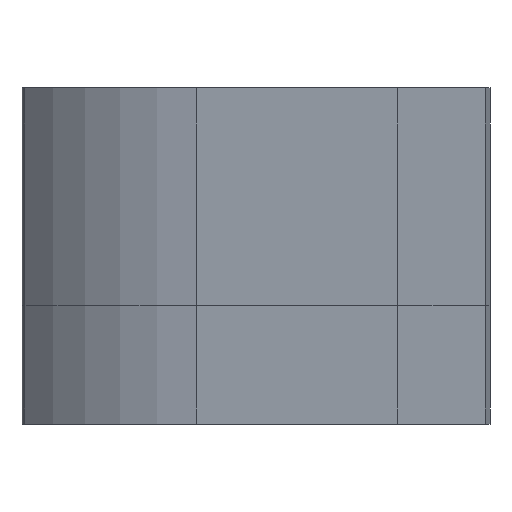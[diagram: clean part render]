
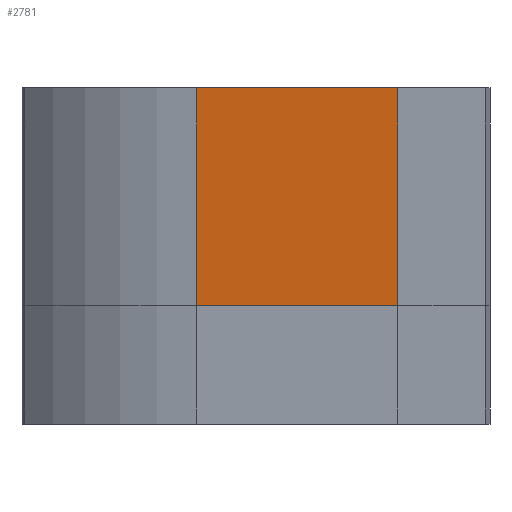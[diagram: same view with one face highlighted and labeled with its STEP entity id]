
A CAD part, left-side view. The second image highlights one B-rep face of the part: STEP entity #2781.
In plain terms, the highlighted planar face has unit normal (-0.985, 0.173, 0).
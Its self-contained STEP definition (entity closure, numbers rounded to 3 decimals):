
#353 = PLANE('',#354);
#354 = AXIS2_PLACEMENT_3D('',#355,#356,#357);
#355 = CARTESIAN_POINT('',(-15.341,-7.774,16.5));
#356 = DIRECTION('',(0.,0.,-1.));
#357 = DIRECTION('',(0.,1.,0.));
#941 = PLANE('',#942);
#942 = AXIS2_PLACEMENT_3D('',#943,#944,#945);
#943 = CARTESIAN_POINT('',(-34.552,-11.5,0.));
#944 = DIRECTION('',(0.985,-0.173,0.)
  );
#945 = DIRECTION('',(0.173,0.985,0.)
  );
#986 = VERTEX_POINT('',#987);
#987 = CARTESIAN_POINT('',(-31.873,3.754,
    0.));
#1023 = CYLINDRICAL_SURFACE('',#1024,21.7);
#1024 = AXIS2_PLACEMENT_3D('',#1025,#1026,#1027);
#1025 = CARTESIAN_POINT('',(-10.5,0.,0.));
#1026 = DIRECTION('',(0.,0.,-1.));
#1027 = DIRECTION('',(1.,0.,0.));
#1327 = VERTEX_POINT('',#1328);
#1328 = CARTESIAN_POINT('',(-34.552,-11.5,16.5));
#1342 = PLANE('',#1343);
#1343 = AXIS2_PLACEMENT_3D('',#1344,#1345,#1346);
#1344 = CARTESIAN_POINT('',(-34.552,-11.5,0.));
#1345 = DIRECTION('',(0.985,-0.173,0.)
  );
#1346 = DIRECTION('',(-0.173,-0.985,0.
    ));
#1354 = EDGE_CURVE('',#1355,#1327,#1357,.T.);
#1355 = VERTEX_POINT('',#1356);
#1356 = CARTESIAN_POINT('',(-31.873,3.754,16.5));
#1357 = SURFACE_CURVE('',#1358,(#1362,#1369),.PCURVE_S1.);
#1358 = LINE('',#1359,#1360);
#1359 = CARTESIAN_POINT('',(-31.873,3.754,16.5));
#1360 = VECTOR('',#1361,1.);
#1361 = DIRECTION('',(-0.173,-0.985,0.
    ));
#1362 = PCURVE('',#353,#1363);
#1363 = DEFINITIONAL_REPRESENTATION('',(#1364),#1368);
#1364 = LINE('',#1365,#1366);
#1365 = CARTESIAN_POINT('',(11.529,-16.532));
#1366 = VECTOR('',#1367,1.);
#1367 = DIRECTION('',(-0.985,-0.173));
#1368 = ( GEOMETRIC_REPRESENTATION_CONTEXT(2) 
PARAMETRIC_REPRESENTATION_CONTEXT() REPRESENTATION_CONTEXT('2D SPACE',''
  ) );
#1369 = PCURVE('',#1370,#1375);
#1370 = PLANE('',#1371);
#1371 = AXIS2_PLACEMENT_3D('',#1372,#1373,#1374);
#1372 = CARTESIAN_POINT('',(-31.873,3.754,
    0.));
#1373 = DIRECTION('',(0.985,-0.173,0.)
  );
#1374 = DIRECTION('',(-0.173,-0.985,0.
    ));
#1375 = DEFINITIONAL_REPRESENTATION('',(#1376),#1380);
#1376 = LINE('',#1377,#1378);
#1377 = CARTESIAN_POINT('',(0.,-16.5));
#1378 = VECTOR('',#1379,1.);
#1379 = DIRECTION('',(1.,0.));
#1380 = ( GEOMETRIC_REPRESENTATION_CONTEXT(2) 
PARAMETRIC_REPRESENTATION_CONTEXT() REPRESENTATION_CONTEXT('2D SPACE',''
  ) );
#2548 = VERTEX_POINT('',#2549);
#2549 = CARTESIAN_POINT('',(-34.552,-11.5,0.));
#2597 = EDGE_CURVE('',#2548,#986,#2598,.T.);
#2598 = SURFACE_CURVE('',#2599,(#2603,#2610),.PCURVE_S1.);
#2599 = LINE('',#2600,#2601);
#2600 = CARTESIAN_POINT('',(-34.552,-11.5,0.));
#2601 = VECTOR('',#2602,1.);
#2602 = DIRECTION('',(0.173,0.985,0.)
  );
#2603 = PCURVE('',#941,#2604);
#2604 = DEFINITIONAL_REPRESENTATION('',(#2605),#2609);
#2605 = LINE('',#2606,#2607);
#2606 = CARTESIAN_POINT('',(0.,0.));
#2607 = VECTOR('',#2608,1.);
#2608 = DIRECTION('',(1.,0.));
#2609 = ( GEOMETRIC_REPRESENTATION_CONTEXT(2) 
PARAMETRIC_REPRESENTATION_CONTEXT() REPRESENTATION_CONTEXT('2D SPACE',''
  ) );
#2610 = PCURVE('',#1370,#2611);
#2611 = DEFINITIONAL_REPRESENTATION('',(#2612),#2616);
#2612 = LINE('',#2613,#2614);
#2613 = CARTESIAN_POINT('',(15.488,0.));
#2614 = VECTOR('',#2615,1.);
#2615 = DIRECTION('',(-1.,0.));
#2616 = ( GEOMETRIC_REPRESENTATION_CONTEXT(2) 
PARAMETRIC_REPRESENTATION_CONTEXT() REPRESENTATION_CONTEXT('2D SPACE',''
  ) );
#2623 = EDGE_CURVE('',#986,#1355,#2624,.T.);
#2624 = SURFACE_CURVE('',#2625,(#2629,#2636),.PCURVE_S1.);
#2625 = LINE('',#2626,#2627);
#2626 = CARTESIAN_POINT('',(-31.873,3.754,
    0.));
#2627 = VECTOR('',#2628,1.);
#2628 = DIRECTION('',(0.,0.,1.));
#2629 = PCURVE('',#1023,#2630);
#2630 = DEFINITIONAL_REPRESENTATION('',(#2631),#2635);
#2631 = LINE('',#2632,#2633);
#2632 = CARTESIAN_POINT('',(-2.968,0.));
#2633 = VECTOR('',#2634,1.);
#2634 = DIRECTION('',(-0.,-1.));
#2635 = ( GEOMETRIC_REPRESENTATION_CONTEXT(2) 
PARAMETRIC_REPRESENTATION_CONTEXT() REPRESENTATION_CONTEXT('2D SPACE',''
  ) );
#2636 = PCURVE('',#1370,#2637);
#2637 = DEFINITIONAL_REPRESENTATION('',(#2638),#2642);
#2638 = LINE('',#2639,#2640);
#2639 = CARTESIAN_POINT('',(0.,0.));
#2640 = VECTOR('',#2641,1.);
#2641 = DIRECTION('',(0.,-1.));
#2642 = ( GEOMETRIC_REPRESENTATION_CONTEXT(2) 
PARAMETRIC_REPRESENTATION_CONTEXT() REPRESENTATION_CONTEXT('2D SPACE',''
  ) );
#2758 = EDGE_CURVE('',#2548,#1327,#2759,.T.);
#2759 = SURFACE_CURVE('',#2760,(#2764,#2771),.PCURVE_S1.);
#2760 = LINE('',#2761,#2762);
#2761 = CARTESIAN_POINT('',(-34.552,-11.5,0.));
#2762 = VECTOR('',#2763,1.);
#2763 = DIRECTION('',(0.,0.,1.));
#2764 = PCURVE('',#1342,#2765);
#2765 = DEFINITIONAL_REPRESENTATION('',(#2766),#2770);
#2766 = LINE('',#2767,#2768);
#2767 = CARTESIAN_POINT('',(0.,0.));
#2768 = VECTOR('',#2769,1.);
#2769 = DIRECTION('',(0.,-1.));
#2770 = ( GEOMETRIC_REPRESENTATION_CONTEXT(2) 
PARAMETRIC_REPRESENTATION_CONTEXT() REPRESENTATION_CONTEXT('2D SPACE',''
  ) );
#2771 = PCURVE('',#1370,#2772);
#2772 = DEFINITIONAL_REPRESENTATION('',(#2773),#2777);
#2773 = LINE('',#2774,#2775);
#2774 = CARTESIAN_POINT('',(15.488,0.));
#2775 = VECTOR('',#2776,1.);
#2776 = DIRECTION('',(0.,-1.));
#2777 = ( GEOMETRIC_REPRESENTATION_CONTEXT(2) 
PARAMETRIC_REPRESENTATION_CONTEXT() REPRESENTATION_CONTEXT('2D SPACE',''
  ) );
#2781 = ADVANCED_FACE('',(#2782),#1370,.F.);
#2782 = FACE_BOUND('',#2783,.F.);
#2783 = EDGE_LOOP('',(#2784,#2785,#2786,#2787));
#2784 = ORIENTED_EDGE('',*,*,#2623,.T.);
#2785 = ORIENTED_EDGE('',*,*,#1354,.T.);
#2786 = ORIENTED_EDGE('',*,*,#2758,.F.);
#2787 = ORIENTED_EDGE('',*,*,#2597,.T.);
